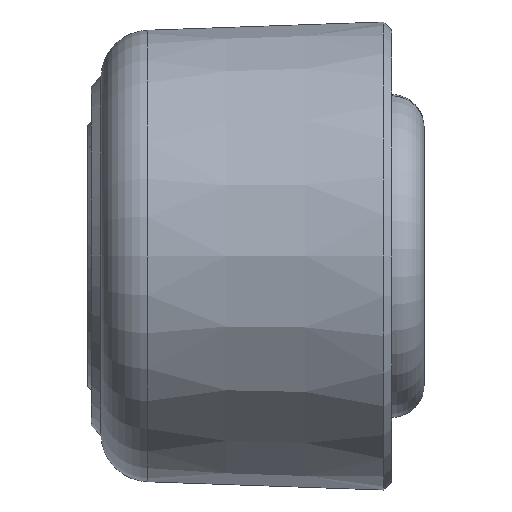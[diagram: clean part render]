
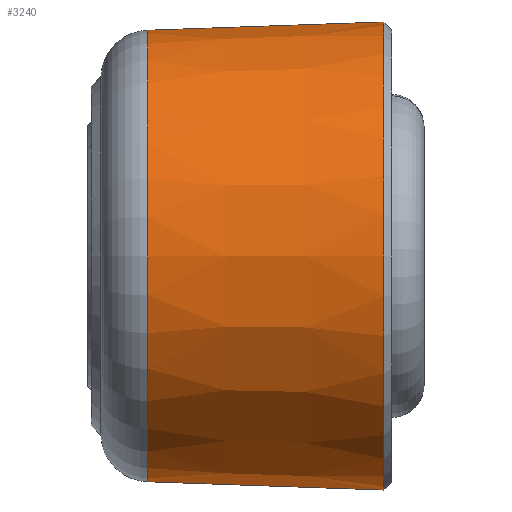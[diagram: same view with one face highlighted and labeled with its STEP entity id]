
A CAD part, left-side view. The second image highlights one B-rep face of the part: STEP entity #3240.
In plain terms, the highlighted conical face has half-angle 2 degrees and reference radius 13.871 mm.
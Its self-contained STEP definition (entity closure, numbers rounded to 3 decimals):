
#52 = ORIENTED_EDGE ( 'NONE', *, *, #1514, .T. ) ;
#110 = DIRECTION ( 'NONE',  ( 0., 0., -1. ) ) ;
#307 = EDGE_LOOP ( 'NONE', ( #4519, #5196, #52, #5627 ) ) ;
#317 = CARTESIAN_POINT ( 'NONE',  ( 0., 0.483, -14.483 ) ) ;
#357 = CIRCLE ( 'NONE', #4403, 14.483 ) ;
#435 = DIRECTION ( 'NONE',  ( 0., -1., 0. ) ) ;
#445 = CARTESIAN_POINT ( 'NONE',  ( 0., 15.107, 0. ) ) ;
#763 = CIRCLE ( 'NONE', #4700, 13.972 ) ;
#1162 = DIRECTION ( 'NONE',  ( 0., 0., -1. ) ) ;
#1394 = DIRECTION ( 'NONE',  ( 0., -1., 0. ) ) ;
#1399 = CARTESIAN_POINT ( 'NONE',  ( 0., 18., 0. ) ) ;
#1431 = VERTEX_POINT ( 'NONE', #3492 ) ;
#1514 = EDGE_CURVE ( 'NONE', #4192, #2627, #2729, .T. ) ;
#1610 = AXIS2_PLACEMENT_3D ( 'NONE', #1399, #1394, #1162 ) ;
#1928 = CARTESIAN_POINT ( 'NONE',  ( 0., 0.483, 14.483 ) ) ;
#2200 = VECTOR ( 'NONE', #3063, 1000. ) ;
#2211 = LINE ( 'NONE', #3307, #2200 ) ;
#2627 = VERTEX_POINT ( 'NONE', #317 ) ;
#2729 = LINE ( 'NONE', #3548, #2800 ) ;
#2800 = VECTOR ( 'NONE', #3390, 1000. ) ;
#3063 = DIRECTION ( 'NONE',  ( 0., -0.999, 0.035 ) ) ;
#3146 = CONICAL_SURFACE ( 'NONE', #1610, 13.871, 0.035 ) ;
#3205 = FACE_OUTER_BOUND ( 'NONE', #307, .T. ) ;
#3240 = ADVANCED_FACE ( 'NONE', ( #3205 ), #3146, .T. ) ;
#3307 = CARTESIAN_POINT ( 'NONE',  ( 0., 18., 13.871 ) ) ;
#3390 = DIRECTION ( 'NONE',  ( 0., -0.999, -0.035 ) ) ;
#3417 = CARTESIAN_POINT ( 'NONE',  ( 0., 15.107, -13.972 ) ) ;
#3492 = CARTESIAN_POINT ( 'NONE',  ( 0., 15.107, 13.972 ) ) ;
#3548 = CARTESIAN_POINT ( 'NONE',  ( 0., 18., -13.871 ) ) ;
#4055 = EDGE_CURVE ( 'NONE', #1431, #4424, #2211, .T. ) ;
#4192 = VERTEX_POINT ( 'NONE', #3417 ) ;
#4403 = AXIS2_PLACEMENT_3D ( 'NONE', #4987, #4948, #4942 ) ;
#4424 = VERTEX_POINT ( 'NONE', #1928 ) ;
#4519 = ORIENTED_EDGE ( 'NONE', *, *, #4055, .F. ) ;
#4700 = AXIS2_PLACEMENT_3D ( 'NONE', #445, #435, #110 ) ;
#4942 = DIRECTION ( 'NONE',  ( 0., 0., 1. ) ) ;
#4948 = DIRECTION ( 'NONE',  ( 0., 1., 0. ) ) ;
#4987 = CARTESIAN_POINT ( 'NONE',  ( 0., 0.483, 0. ) ) ;
#5056 = EDGE_CURVE ( 'NONE', #1431, #4192, #763, .T. ) ;
#5179 = EDGE_CURVE ( 'NONE', #2627, #4424, #357, .T. ) ;
#5196 = ORIENTED_EDGE ( 'NONE', *, *, #5056, .T. ) ;
#5627 = ORIENTED_EDGE ( 'NONE', *, *, #5179, .T. ) ;
